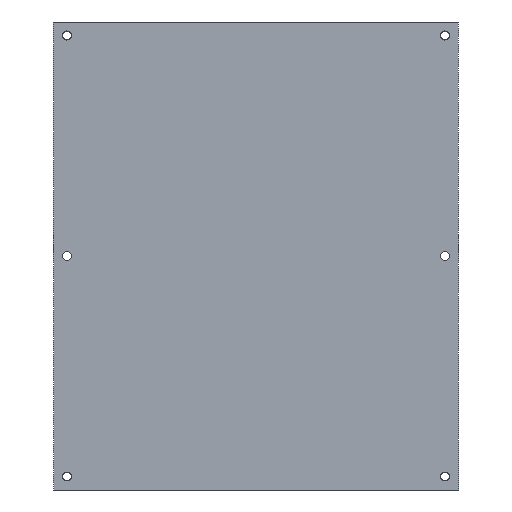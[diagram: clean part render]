
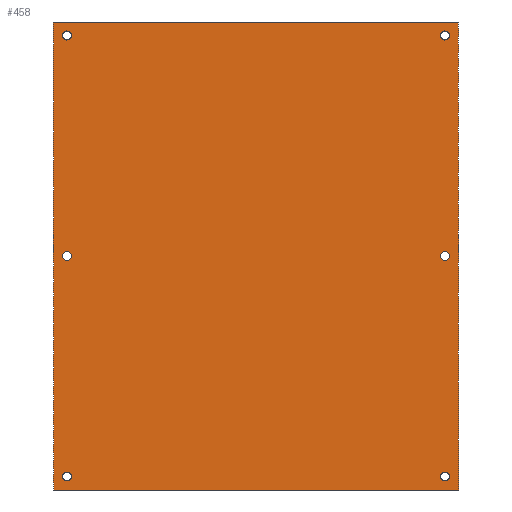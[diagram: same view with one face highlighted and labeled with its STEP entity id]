
A CAD part, front view. The second image highlights one B-rep face of the part: STEP entity #458.
In plain terms, the highlighted planar face has unit normal (0, -1, 0).
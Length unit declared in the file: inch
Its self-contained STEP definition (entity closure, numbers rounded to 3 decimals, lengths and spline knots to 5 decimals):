
#4 = EDGE_CURVE ( 'NONE', #469, #637, #383, .T. ) ;
#22 = CARTESIAN_POINT ( 'NONE',  ( -11.25, 0., -13. ) ) ;
#28 = VERTEX_POINT ( 'NONE', #53 ) ;
#44 = CARTESIAN_POINT ( 'NONE',  ( -10.5, 0., 12.25 ) ) ;
#53 = CARTESIAN_POINT ( 'NONE',  ( 10.5, 0., -0.25 ) ) ;
#55 = CIRCLE ( 'NONE', #474, 0.25 ) ;
#60 = CARTESIAN_POINT ( 'NONE',  ( -11.25, 0., 13. ) ) ;
#63 = EDGE_CURVE ( 'NONE', #93, #79, #206, .T. ) ;
#65 = ORIENTED_EDGE ( 'NONE', *, *, #644, .F. ) ;
#66 = DIRECTION ( 'NONE',  ( 0., 0., 1. ) ) ;
#69 = EDGE_CURVE ( 'NONE', #544, #286, #124, .T. ) ;
#79 = VERTEX_POINT ( 'NONE', #115 ) ;
#82 = LINE ( 'NONE', #22, #235 ) ;
#86 = CARTESIAN_POINT ( 'NONE',  ( -11.25, 0., 13. ) ) ;
#90 = CARTESIAN_POINT ( 'NONE',  ( -10.5, 0., 12.25 ) ) ;
#92 = AXIS2_PLACEMENT_3D ( 'NONE', #214, #630, #572 ) ;
#93 = VERTEX_POINT ( 'NONE', #132 ) ;
#94 = CARTESIAN_POINT ( 'NONE',  ( -11.25, 0., 13. ) ) ;
#108 = VERTEX_POINT ( 'NONE', #669 ) ;
#109 = FACE_OUTER_BOUND ( 'NONE', #311, .T. ) ;
#111 = ORIENTED_EDGE ( 'NONE', *, *, #421, .F. ) ;
#115 = CARTESIAN_POINT ( 'NONE',  ( 11.25, 0., -13. ) ) ;
#116 = EDGE_CURVE ( 'NONE', #406, #389, #564, .T. ) ;
#121 = CARTESIAN_POINT ( 'NONE',  ( 10.5, 0., -12.25 ) ) ;
#124 = CIRCLE ( 'NONE', #92, 0.25 ) ;
#132 = CARTESIAN_POINT ( 'NONE',  ( 11.25, 0., 13. ) ) ;
#133 = CARTESIAN_POINT ( 'NONE',  ( -10.5, 0., -0.25 ) ) ;
#135 = CARTESIAN_POINT ( 'NONE',  ( -10.5, 0., 0. ) ) ;
#136 = CARTESIAN_POINT ( 'NONE',  ( -10.5, 0., -12.25 ) ) ;
#155 = CARTESIAN_POINT ( 'NONE',  ( 10.5, 0., -12.25 ) ) ;
#159 = DIRECTION ( 'NONE',  ( 0., 0., -1. ) ) ;
#169 = CARTESIAN_POINT ( 'NONE',  ( -10.5, 0., -12.25 ) ) ;
#170 = ORIENTED_EDGE ( 'NONE', *, *, #220, .F. ) ;
#177 = ORIENTED_EDGE ( 'NONE', *, *, #69, .F. ) ;
#178 = AXIS2_PLACEMENT_3D ( 'NONE', #224, #641, #66 ) ;
#191 = DIRECTION ( 'NONE',  ( 0., -1., 0. ) ) ;
#192 = CARTESIAN_POINT ( 'NONE',  ( 10.5, 0., -12.5 ) ) ;
#194 = EDGE_CURVE ( 'NONE', #286, #544, #385, .T. ) ;
#206 = LINE ( 'NONE', #534, #388 ) ;
#209 = DIRECTION ( 'NONE',  ( 0., 0., -1. ) ) ;
#210 = DIRECTION ( 'NONE',  ( 0., -1., 0. ) ) ;
#212 = DIRECTION ( 'NONE',  ( 0., -1., 0. ) ) ;
#214 = CARTESIAN_POINT ( 'NONE',  ( -10.5, 0., 0. ) ) ;
#220 = EDGE_CURVE ( 'NONE', #221, #631, #647, .T. ) ;
#221 = VERTEX_POINT ( 'NONE', #367 ) ;
#222 = CIRCLE ( 'NONE', #251, 0.25 ) ;
#224 = CARTESIAN_POINT ( 'NONE',  ( -11.25, 0., 13. ) ) ;
#228 = DIRECTION ( 'NONE',  ( 0., -1., 0. ) ) ;
#229 = ORIENTED_EDGE ( 'NONE', *, *, #248, .F. ) ;
#232 = ORIENTED_EDGE ( 'NONE', *, *, #4, .F. ) ;
#235 = VECTOR ( 'NONE', #460, 39.37008 ) ;
#240 = VERTEX_POINT ( 'NONE', #678 ) ;
#248 = EDGE_CURVE ( 'NONE', #489, #661, #524, .T. ) ;
#251 = AXIS2_PLACEMENT_3D ( 'NONE', #571, #615, #671 ) ;
#264 = DIRECTION ( 'NONE',  ( 0., 0., -1. ) ) ;
#270 = PLANE ( 'NONE',  #178 ) ;
#273 = ORIENTED_EDGE ( 'NONE', *, *, #194, .F. ) ;
#282 = EDGE_LOOP ( 'NONE', ( #500, #595 ) ) ;
#286 = VERTEX_POINT ( 'NONE', #569 ) ;
#295 = EDGE_CURVE ( 'NONE', #389, #93, #471, .T. ) ;
#300 = CARTESIAN_POINT ( 'NONE',  ( 10.5, 0., 12.25 ) ) ;
#305 = DIRECTION ( 'NONE',  ( 0., -1., 0. ) ) ;
#308 = DIRECTION ( 'NONE',  ( 1., 0., 0. ) ) ;
#310 = ORIENTED_EDGE ( 'NONE', *, *, #295, .F. ) ;
#311 = EDGE_LOOP ( 'NONE', ( #596, #473, #310, #624 ) ) ;
#317 = AXIS2_PLACEMENT_3D ( 'NONE', #44, #305, #264 ) ;
#332 = FACE_BOUND ( 'NONE', #447, .T. ) ;
#333 = VERTEX_POINT ( 'NONE', #521 ) ;
#335 = EDGE_CURVE ( 'NONE', #333, #28, #222, .T. ) ;
#338 = AXIS2_PLACEMENT_3D ( 'NONE', #525, #212, #209 ) ;
#339 = EDGE_CURVE ( 'NONE', #661, #489, #608, .T. ) ;
#343 = EDGE_CURVE ( 'NONE', #28, #333, #634, .T. ) ;
#350 = DIRECTION ( 'NONE',  ( 0., -1., 0. ) ) ;
#354 = AXIS2_PLACEMENT_3D ( 'NONE', #155, #411, #407 ) ;
#358 = CIRCLE ( 'NONE', #597, 0.25 ) ;
#367 = CARTESIAN_POINT ( 'NONE',  ( 10.5, 0., -12. ) ) ;
#371 = CARTESIAN_POINT ( 'NONE',  ( 10.5, 0., 12. ) ) ;
#377 = EDGE_LOOP ( 'NONE', ( #65, #505 ) ) ;
#381 = FACE_BOUND ( 'NONE', #497, .T. ) ;
#383 = CIRCLE ( 'NONE', #485, 0.25 ) ;
#385 = CIRCLE ( 'NONE', #563, 0.25 ) ;
#388 = VECTOR ( 'NONE', #477, 39.37008 ) ;
#389 = VERTEX_POINT ( 'NONE', #60 ) ;
#394 = EDGE_CURVE ( 'NONE', #108, #240, #579, .T. ) ;
#402 = DIRECTION ( 'NONE',  ( 0., 0., 1. ) ) ;
#406 = VERTEX_POINT ( 'NONE', #547 ) ;
#407 = DIRECTION ( 'NONE',  ( 0., 0., -1. ) ) ;
#411 = DIRECTION ( 'NONE',  ( 0., -1., 0. ) ) ;
#421 = EDGE_CURVE ( 'NONE', #631, #221, #55, .T. ) ;
#428 = CARTESIAN_POINT ( 'NONE',  ( -10.5, 0., 12. ) ) ;
#434 = DIRECTION ( 'NONE',  ( 0., 0., -1. ) ) ;
#436 = CIRCLE ( 'NONE', #540, 0.25 ) ;
#437 = EDGE_LOOP ( 'NONE', ( #232, #573 ) ) ;
#447 = EDGE_LOOP ( 'NONE', ( #229, #654 ) ) ;
#449 = CARTESIAN_POINT ( 'NONE',  ( 10.5, 0., 12.5 ) ) ;
#458 = ADVANCED_FACE ( 'NONE', ( #109, #580, #527, #332, #381, #684, #594 ), #270, .F. ) ;
#460 = DIRECTION ( 'NONE',  ( -1., 0., 0. ) ) ;
#469 = VERTEX_POINT ( 'NONE', #371 ) ;
#471 = LINE ( 'NONE', #94, #495 ) ;
#473 = ORIENTED_EDGE ( 'NONE', *, *, #63, .F. ) ;
#474 = AXIS2_PLACEMENT_3D ( 'NONE', #121, #228, #434 ) ;
#477 = DIRECTION ( 'NONE',  ( 0., 0., -1. ) ) ;
#485 = AXIS2_PLACEMENT_3D ( 'NONE', #528, #210, #676 ) ;
#489 = VERTEX_POINT ( 'NONE', #428 ) ;
#495 = VECTOR ( 'NONE', #308, 39.37008 ) ;
#497 = EDGE_LOOP ( 'NONE', ( #111, #170 ) ) ;
#500 = ORIENTED_EDGE ( 'NONE', *, *, #343, .F. ) ;
#505 = ORIENTED_EDGE ( 'NONE', *, *, #394, .F. ) ;
#510 = DIRECTION ( 'NONE',  ( 0., 0., -1. ) ) ;
#513 = DIRECTION ( 'NONE',  ( 0., 0., -1. ) ) ;
#521 = CARTESIAN_POINT ( 'NONE',  ( 10.5, 0., 0.25 ) ) ;
#524 = CIRCLE ( 'NONE', #551, 0.25 ) ;
#525 = CARTESIAN_POINT ( 'NONE',  ( 10.5, 0., 0. ) ) ;
#527 = FACE_BOUND ( 'NONE', #568, .T. ) ;
#528 = CARTESIAN_POINT ( 'NONE',  ( 10.5, 0., 12.25 ) ) ;
#534 = CARTESIAN_POINT ( 'NONE',  ( 11.25, 0., 13. ) ) ;
#537 = DIRECTION ( 'NONE',  ( 0., -1., 0. ) ) ;
#540 = AXIS2_PLACEMENT_3D ( 'NONE', #136, #350, #562 ) ;
#544 = VERTEX_POINT ( 'NONE', #133 ) ;
#545 = EDGE_CURVE ( 'NONE', #79, #406, #82, .T. ) ;
#547 = CARTESIAN_POINT ( 'NONE',  ( -11.25, 0., -13. ) ) ;
#551 = AXIS2_PLACEMENT_3D ( 'NONE', #90, #682, #513 ) ;
#562 = DIRECTION ( 'NONE',  ( 0., 0., -1. ) ) ;
#563 = AXIS2_PLACEMENT_3D ( 'NONE', #135, #191, #510 ) ;
#564 = LINE ( 'NONE', #86, #668 ) ;
#567 = DIRECTION ( 'NONE',  ( 0., 0., -1. ) ) ;
#568 = EDGE_LOOP ( 'NONE', ( #177, #273 ) ) ;
#569 = CARTESIAN_POINT ( 'NONE',  ( -10.5, 0., 0.25 ) ) ;
#571 = CARTESIAN_POINT ( 'NONE',  ( 10.5, 0., 0. ) ) ;
#572 = DIRECTION ( 'NONE',  ( 0., 0., -1. ) ) ;
#573 = ORIENTED_EDGE ( 'NONE', *, *, #648, .F. ) ;
#579 = CIRCLE ( 'NONE', #664, 0.25 ) ;
#580 = FACE_BOUND ( 'NONE', #377, .T. ) ;
#594 = FACE_BOUND ( 'NONE', #437, .T. ) ;
#595 = ORIENTED_EDGE ( 'NONE', *, *, #335, .F. ) ;
#596 = ORIENTED_EDGE ( 'NONE', *, *, #545, .F. ) ;
#597 = AXIS2_PLACEMENT_3D ( 'NONE', #300, #675, #567 ) ;
#608 = CIRCLE ( 'NONE', #317, 0.25 ) ;
#615 = DIRECTION ( 'NONE',  ( 0., -1., 0. ) ) ;
#616 = CARTESIAN_POINT ( 'NONE',  ( -10.5, 0., 12.5 ) ) ;
#624 = ORIENTED_EDGE ( 'NONE', *, *, #116, .F. ) ;
#630 = DIRECTION ( 'NONE',  ( 0., -1., 0. ) ) ;
#631 = VERTEX_POINT ( 'NONE', #192 ) ;
#634 = CIRCLE ( 'NONE', #338, 0.25 ) ;
#637 = VERTEX_POINT ( 'NONE', #449 ) ;
#641 = DIRECTION ( 'NONE',  ( 0., 1., 0. ) ) ;
#644 = EDGE_CURVE ( 'NONE', #240, #108, #436, .T. ) ;
#647 = CIRCLE ( 'NONE', #354, 0.25 ) ;
#648 = EDGE_CURVE ( 'NONE', #637, #469, #358, .T. ) ;
#654 = ORIENTED_EDGE ( 'NONE', *, *, #339, .F. ) ;
#661 = VERTEX_POINT ( 'NONE', #616 ) ;
#664 = AXIS2_PLACEMENT_3D ( 'NONE', #169, #537, #159 ) ;
#668 = VECTOR ( 'NONE', #402, 39.37008 ) ;
#669 = CARTESIAN_POINT ( 'NONE',  ( -10.5, 0., -12. ) ) ;
#671 = DIRECTION ( 'NONE',  ( 0., 0., -1. ) ) ;
#675 = DIRECTION ( 'NONE',  ( 0., -1., 0. ) ) ;
#676 = DIRECTION ( 'NONE',  ( 0., 0., -1. ) ) ;
#678 = CARTESIAN_POINT ( 'NONE',  ( -10.5, 0., -12.5 ) ) ;
#682 = DIRECTION ( 'NONE',  ( 0., -1., 0. ) ) ;
#684 = FACE_BOUND ( 'NONE', #282, .T. ) ;
